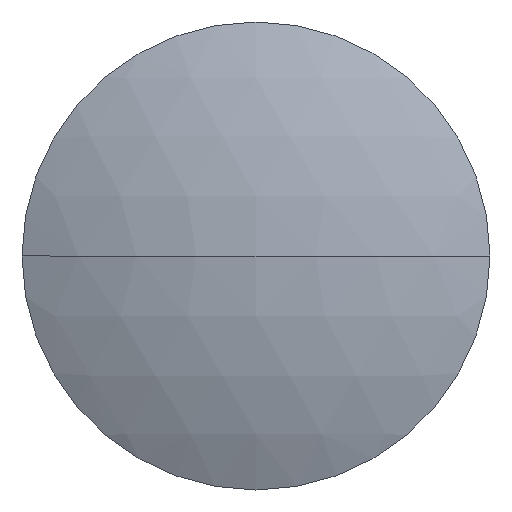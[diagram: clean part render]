
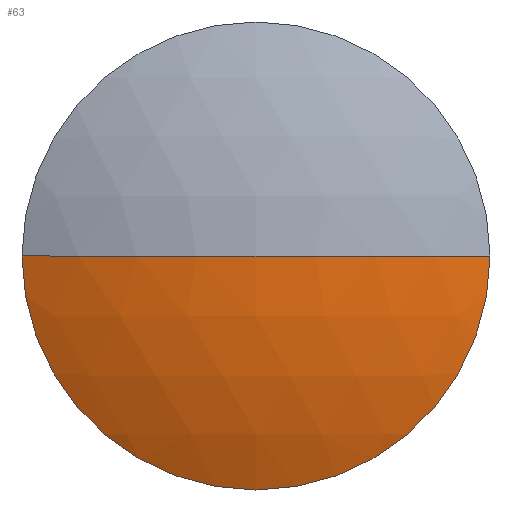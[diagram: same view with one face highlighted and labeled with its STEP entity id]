
A CAD part, left-side view. The second image highlights one B-rep face of the part: STEP entity #63.
In plain terms, the highlighted spherical face has radius 46 mm.
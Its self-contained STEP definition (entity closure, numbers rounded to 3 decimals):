
#3 = AXIS2_PLACEMENT_3D ( 'NONE', #134, #34, #135 ) ;
#7 = DIRECTION ( 'NONE',  ( -1., 0., 0. ) ) ;
#8 = CARTESIAN_POINT ( 'NONE',  ( 168.855, 65.217, 0. ) ) ;
#12 = ORIENTED_EDGE ( 'NONE', *, *, #160, .T. ) ;
#16 = FACE_OUTER_BOUND ( 'NONE', #124, .T. ) ;
#22 = CIRCLE ( 'NONE', #62, 46. ) ;
#34 = DIRECTION ( 'NONE',  ( 0., 0., 1. ) ) ;
#42 = DIRECTION ( 'NONE',  ( 0., 0., -1. ) ) ;
#46 = CARTESIAN_POINT ( 'NONE',  ( 126.974, 84.242, 0. ) ) ;
#54 = SPHERICAL_SURFACE ( 'NONE', #128, 46. ) ;
#59 = CARTESIAN_POINT ( 'NONE',  ( 126.974, 65.217, 0. ) ) ;
#61 = CARTESIAN_POINT ( 'NONE',  ( 122.855, 65.217, 0. ) ) ;
#62 = AXIS2_PLACEMENT_3D ( 'NONE', #8, #153, #96 ) ;
#63 = ADVANCED_FACE ( 'NONE', ( #16 ), #54, .T. ) ;
#68 = VERTEX_POINT ( 'NONE', #186 ) ;
#69 = EDGE_CURVE ( 'NONE', #68, #125, #22, .T. ) ;
#74 = ORIENTED_EDGE ( 'NONE', *, *, #69, .T. ) ;
#90 = AXIS2_PLACEMENT_3D ( 'NONE', #59, #7, #185 ) ;
#96 = DIRECTION ( 'NONE',  ( 0., 1., 0. ) ) ;
#115 = CARTESIAN_POINT ( 'NONE',  ( 168.855, 65.217, 0. ) ) ;
#117 = CIRCLE ( 'NONE', #3, 46. ) ;
#122 = CIRCLE ( 'NONE', #90, 19.025 ) ;
#124 = EDGE_LOOP ( 'NONE', ( #12, #74, #145 ) ) ;
#125 = VERTEX_POINT ( 'NONE', #61 ) ;
#128 = AXIS2_PLACEMENT_3D ( 'NONE', #115, #42, #149 ) ;
#134 = CARTESIAN_POINT ( 'NONE',  ( 168.855, 65.217, 0. ) ) ;
#135 = DIRECTION ( 'NONE',  ( 1., 0., 0. ) ) ;
#140 = EDGE_CURVE ( 'NONE', #155, #125, #117, .T. ) ;
#145 = ORIENTED_EDGE ( 'NONE', *, *, #140, .F. ) ;
#149 = DIRECTION ( 'NONE',  ( 0., 1., 0. ) ) ;
#153 = DIRECTION ( 'NONE',  ( 0., 0., -1. ) ) ;
#155 = VERTEX_POINT ( 'NONE', #46 ) ;
#160 = EDGE_CURVE ( 'NONE', #155, #68, #122, .T. ) ;
#185 = DIRECTION ( 'NONE',  ( 0., -1., 0. ) ) ;
#186 = CARTESIAN_POINT ( 'NONE',  ( 126.974, 46.192, 0. ) ) ;
